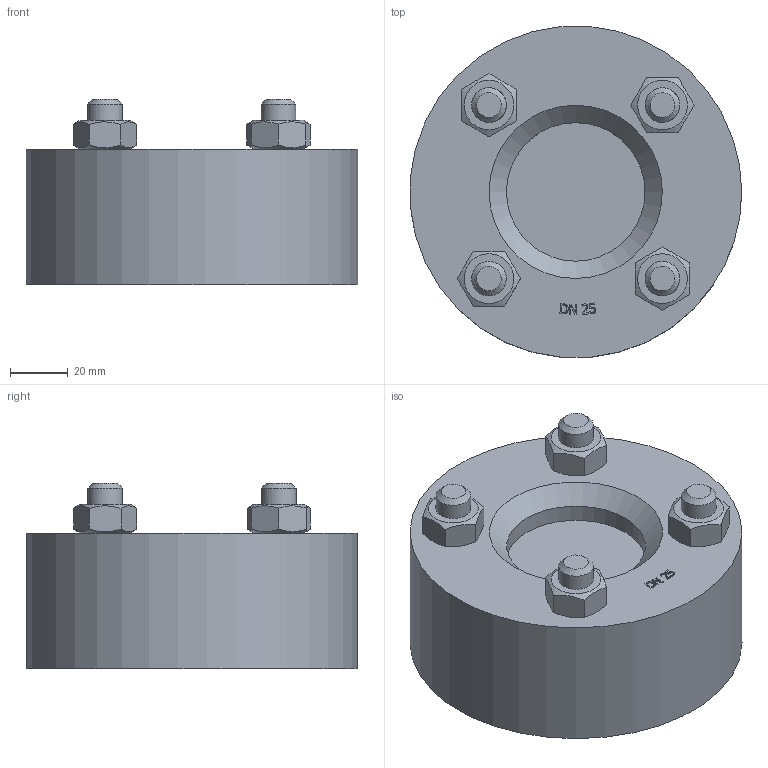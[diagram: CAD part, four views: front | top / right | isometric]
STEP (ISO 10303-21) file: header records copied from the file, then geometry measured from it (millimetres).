
FILE_DESCRIPTION(('HOOPS Exchange Step'),'2;1');
FILE_NAME('BS02_DN25.stp','2025-05-26T11:22:08+02:00',('nieru'),('Unknown organisation'),'HOOPS Exchange 2024.2','HOOPS Exchange','Unknown authorisation');
FILE_SCHEMA( ('AP203_CONFIGURATION_CONTROLLED_3D_DESIGN_OF_MECHANICAL_PARTS_AND_ASSEMBLIES_MIM_LF') );
Length unit declared in the file: millimetre
Products named in the file (1): root
Bounding box: 114.79 x 114.58 x 64.32 mm (x, y, z)
Volume: 433977.1 mm3; surface area: 45446.1 mm2
Topology: 1 solids, 1 shells, 123 faces, 328 edges, 222 vertices
Faces by surface type: plane 70, bspline 32, cone 14, cylinder 7
Full cylindrical faces by diameter (mm): 12 x4, 48 x2, 115 x1
Entity records: 10041 total; most frequent: CARTESIAN_POINT 7317, ORIENTED_EDGE 656, DIRECTION 366, EDGE_CURVE 328, VERTEX_POINT 222, VECTOR 138, LINE 138, EDGE_LOOP 138
